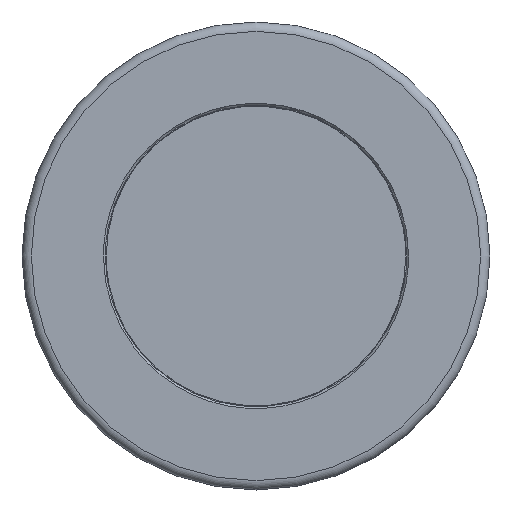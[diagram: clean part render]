
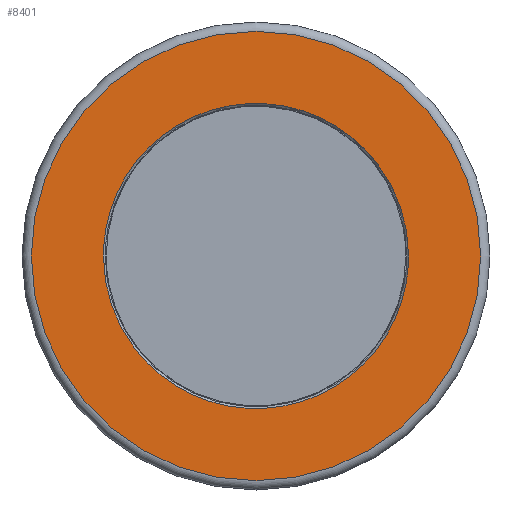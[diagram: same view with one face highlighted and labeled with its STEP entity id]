
A CAD part, front view. The second image highlights one B-rep face of the part: STEP entity #8401.
In plain terms, the highlighted planar face has unit normal (0, -1, 0).
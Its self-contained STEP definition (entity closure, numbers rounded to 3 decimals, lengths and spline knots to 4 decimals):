
#183=CIRCLE('',#8786,0.4724);
#245=FACE_BOUND('',#2053,.T.);
#708=B_SPLINE_CURVE_WITH_KNOTS('',3,(#47001,#47002,#47003,#47004,#47005,
#47006,#47007,#47008,#47009,#47010,#47011,#47012,#47013,#47014,#47015,#47016,
#47017,#47018,#47019,#47020,#47021,#47022),.UNSPECIFIED.,.F.,.F.,(4,2,2,
2,2,2,2,2,2,2,4),(-2.571,-2.4066,-2.242,
-1.923,-1.6039,-1.2855,-0.9671,
-0.648,-0.329,-0.1644,0.),
 .UNSPECIFIED.);
#709=B_SPLINE_CURVE_WITH_KNOTS('',3,(#47023,#47024,#47025,#47026,#47027,
#47028,#47029,#47030,#47031,#47032,#47033,#47034,#47035,#47036,#47037,#47038,
#47039,#47040,#47041,#47042,#47043,#47044),.UNSPECIFIED.,.F.,.F.,(4,2,2,
2,2,2,2,2,2,2,4),(-2.571,-2.4066,-2.242,
-1.923,-1.6039,-1.2855,-0.9671,
-0.648,-0.329,-0.1644,0.),
 .UNSPECIFIED.);
#1568=FACE_OUTER_BOUND('',#2052,.T.);
#2052=EDGE_LOOP('',(#7130));
#2053=EDGE_LOOP('',(#7131,#7132));
#3733=VERTEX_POINT('',#46995);
#3734=VERTEX_POINT('',#46999);
#3735=VERTEX_POINT('',#47000);
#4910=EDGE_CURVE('',#3733,#3733,#183,.T.);
#4912=EDGE_CURVE('',#3734,#3735,#708,.T.);
#4913=EDGE_CURVE('',#3735,#3734,#709,.T.);
#7130=ORIENTED_EDGE('',*,*,#4910,.T.);
#7131=ORIENTED_EDGE('',*,*,#4912,.F.);
#7132=ORIENTED_EDGE('',*,*,#4913,.F.);
#8057=PLANE('',#8788);
#8401=ADVANCED_FACE('',(#1568,#245),#8057,.T.);
#8786=AXIS2_PLACEMENT_3D('',#46996,#9663,#9664);
#8788=AXIS2_PLACEMENT_3D('',#46998,#9667,#9668);
#9663=DIRECTION('center_axis',(0.,-1.,0.));
#9664=DIRECTION('ref_axis',(-1.,0.,0.));
#9667=DIRECTION('center_axis',(0.,-1.,0.));
#9668=DIRECTION('ref_axis',(0.,0.,1.));
#46995=CARTESIAN_POINT('',(0.4724,-0.8661,0.));
#46996=CARTESIAN_POINT('Origin',(0.,-0.8661,
0.));
#46998=CARTESIAN_POINT('Origin',(0.,-0.8661,
0.4913));
#46999=CARTESIAN_POINT('',(-0.3209,-0.8661,0.));
#47000=CARTESIAN_POINT('',(0.3209,-0.8661,0.));
#47001=CARTESIAN_POINT('Ctrl Pts',(-0.3209,-0.8661,
0.));
#47002=CARTESIAN_POINT('Ctrl Pts',(-0.3209,-0.8661,
-0.0216));
#47003=CARTESIAN_POINT('Ctrl Pts',(-0.3187,-0.8661,
-0.0431));
#47004=CARTESIAN_POINT('Ctrl Pts',(-0.3101,-0.8661,
-0.0854));
#47005=CARTESIAN_POINT('Ctrl Pts',(-0.3036,-0.8661,
-0.106));
#47006=CARTESIAN_POINT('Ctrl Pts',(-0.2788,-0.8661,
-0.1643));
#47007=CARTESIAN_POINT('Ctrl Pts',(-0.255,-0.8661,
-0.1991));
#47008=CARTESIAN_POINT('Ctrl Pts',(-0.1955,-0.8661,
-0.2578));
#47009=CARTESIAN_POINT('Ctrl Pts',(-0.1603,-0.8661,
-0.2811));
#47010=CARTESIAN_POINT('Ctrl Pts',(-0.0829,-0.8661,
-0.3128));
#47011=CARTESIAN_POINT('Ctrl Pts',(-0.0416,-0.8661,
-0.3209));
#47012=CARTESIAN_POINT('Ctrl Pts',(0.0416,-0.8661,
-0.3209));
#47013=CARTESIAN_POINT('Ctrl Pts',(0.0829,-0.8661,
-0.3128));
#47014=CARTESIAN_POINT('Ctrl Pts',(0.1603,-0.8661,
-0.2811));
#47015=CARTESIAN_POINT('Ctrl Pts',(0.1955,-0.8661,
-0.2578));
#47016=CARTESIAN_POINT('Ctrl Pts',(0.255,-0.8661,
-0.1991));
#47017=CARTESIAN_POINT('Ctrl Pts',(0.2788,-0.8661,
-0.1643));
#47018=CARTESIAN_POINT('Ctrl Pts',(0.3036,-0.8661,
-0.106));
#47019=CARTESIAN_POINT('Ctrl Pts',(0.3101,-0.8661,
-0.0854));
#47020=CARTESIAN_POINT('Ctrl Pts',(0.3187,-0.8661,
-0.0431));
#47021=CARTESIAN_POINT('Ctrl Pts',(0.3209,-0.8661,
-0.0216));
#47022=CARTESIAN_POINT('Ctrl Pts',(0.3209,-0.8661,
0.));
#47023=CARTESIAN_POINT('Ctrl Pts',(0.3209,-0.8661,
0.));
#47024=CARTESIAN_POINT('Ctrl Pts',(0.3209,-0.8661,
0.0216));
#47025=CARTESIAN_POINT('Ctrl Pts',(0.3187,-0.8661,
0.0431));
#47026=CARTESIAN_POINT('Ctrl Pts',(0.3101,-0.8661,
0.0854));
#47027=CARTESIAN_POINT('Ctrl Pts',(0.3036,-0.8661,
0.106));
#47028=CARTESIAN_POINT('Ctrl Pts',(0.2788,-0.8661,
0.1643));
#47029=CARTESIAN_POINT('Ctrl Pts',(0.255,-0.8661,
0.1991));
#47030=CARTESIAN_POINT('Ctrl Pts',(0.1955,-0.8661,
0.2578));
#47031=CARTESIAN_POINT('Ctrl Pts',(0.1603,-0.8661,
0.2811));
#47032=CARTESIAN_POINT('Ctrl Pts',(0.0829,-0.8661,
0.3128));
#47033=CARTESIAN_POINT('Ctrl Pts',(0.0416,-0.8661,
0.3209));
#47034=CARTESIAN_POINT('Ctrl Pts',(-0.0416,-0.8661,
0.3209));
#47035=CARTESIAN_POINT('Ctrl Pts',(-0.0829,-0.8661,
0.3128));
#47036=CARTESIAN_POINT('Ctrl Pts',(-0.1603,-0.8661,
0.2811));
#47037=CARTESIAN_POINT('Ctrl Pts',(-0.1955,-0.8661,
0.2578));
#47038=CARTESIAN_POINT('Ctrl Pts',(-0.255,-0.8661,
0.1991));
#47039=CARTESIAN_POINT('Ctrl Pts',(-0.2788,-0.8661,
0.1643));
#47040=CARTESIAN_POINT('Ctrl Pts',(-0.3036,-0.8661,
0.106));
#47041=CARTESIAN_POINT('Ctrl Pts',(-0.3101,-0.8661,
0.0854));
#47042=CARTESIAN_POINT('Ctrl Pts',(-0.3187,-0.8661,
0.0431));
#47043=CARTESIAN_POINT('Ctrl Pts',(-0.3209,-0.8661,
0.0216));
#47044=CARTESIAN_POINT('Ctrl Pts',(-0.3209,-0.8661,
0.));
